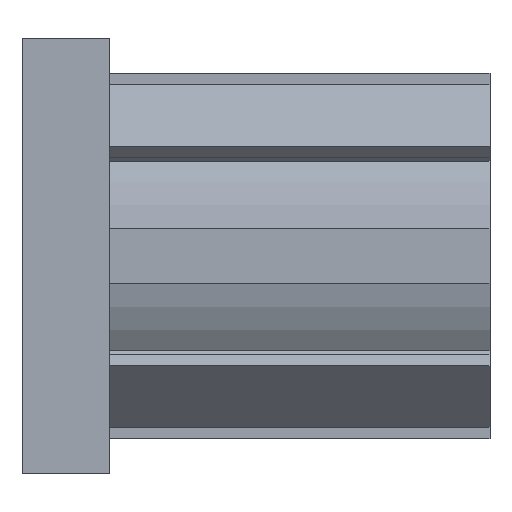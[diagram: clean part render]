
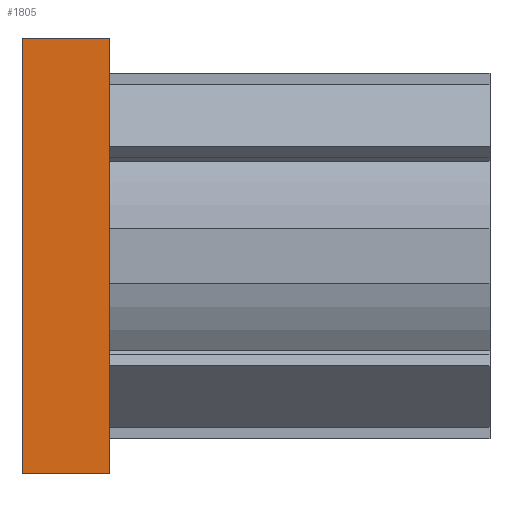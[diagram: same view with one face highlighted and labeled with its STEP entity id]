
A CAD part, left-side view. The second image highlights one B-rep face of the part: STEP entity #1805.
In plain terms, the highlighted planar face has unit normal (-1, 0, 0).
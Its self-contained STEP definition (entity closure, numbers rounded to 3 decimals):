
#36 = LINE ( 'NONE', #625, #1418 ) ;
#65 = VERTEX_POINT ( 'NONE', #421 ) ;
#97 = DIRECTION ( 'NONE',  ( 0., 0., -1. ) ) ;
#191 = CARTESIAN_POINT ( 'NONE',  ( -20., 8., 20. ) ) ;
#224 = DIRECTION ( 'NONE',  ( 0., 0., 1. ) ) ;
#237 = PLANE ( 'NONE',  #860 ) ;
#421 = CARTESIAN_POINT ( 'NONE',  ( -20., 8., 20. ) ) ;
#462 = VECTOR ( 'NONE', #1052, 1000. ) ;
#514 = LINE ( 'NONE', #191, #1293 ) ;
#599 = VERTEX_POINT ( 'NONE', #730 ) ;
#620 = VECTOR ( 'NONE', #876, 1000. ) ;
#625 = CARTESIAN_POINT ( 'NONE',  ( -20., 8., -20. ) ) ;
#691 = ORIENTED_EDGE ( 'NONE', *, *, #977, .F. ) ;
#730 = CARTESIAN_POINT ( 'NONE',  ( -20., 8., -20. ) ) ;
#782 = EDGE_CURVE ( 'NONE', #1879, #1775, #1455, .T. ) ;
#787 = ORIENTED_EDGE ( 'NONE', *, *, #1428, .F. ) ;
#796 = CARTESIAN_POINT ( 'NONE',  ( -20., 8., -20. ) ) ;
#828 = CARTESIAN_POINT ( 'NONE',  ( -20., 8., -20. ) ) ;
#860 = AXIS2_PLACEMENT_3D ( 'NONE', #828, #1419, #97 ) ;
#876 = DIRECTION ( 'NONE',  ( 0., 0., 1. ) ) ;
#925 = CARTESIAN_POINT ( 'NONE',  ( -20., 0., -20. ) ) ;
#961 = DIRECTION ( 'NONE',  ( 0., -1., 0. ) ) ;
#977 = EDGE_CURVE ( 'NONE', #65, #1775, #514, .T. ) ;
#979 = CARTESIAN_POINT ( 'NONE',  ( -20., 0., -20. ) ) ;
#1014 = CARTESIAN_POINT ( 'NONE',  ( -20., 0., 20. ) ) ;
#1052 = DIRECTION ( 'NONE',  ( 0., -1., 0. ) ) ;
#1150 = ORIENTED_EDGE ( 'NONE', *, *, #1336, .T. ) ;
#1293 = VECTOR ( 'NONE', #961, 1000. ) ;
#1317 = FACE_OUTER_BOUND ( 'NONE', #1656, .T. ) ;
#1336 = EDGE_CURVE ( 'NONE', #599, #1879, #1830, .T. ) ;
#1418 = VECTOR ( 'NONE', #224, 1000. ) ;
#1419 = DIRECTION ( 'NONE',  ( 1., 0., 0. ) ) ;
#1428 = EDGE_CURVE ( 'NONE', #599, #65, #36, .T. ) ;
#1455 = LINE ( 'NONE', #979, #620 ) ;
#1459 = ORIENTED_EDGE ( 'NONE', *, *, #782, .T. ) ;
#1656 = EDGE_LOOP ( 'NONE', ( #1459, #691, #787, #1150 ) ) ;
#1775 = VERTEX_POINT ( 'NONE', #1014 ) ;
#1805 = ADVANCED_FACE ( 'NONE', ( #1317 ), #237, .F. ) ;
#1830 = LINE ( 'NONE', #796, #462 ) ;
#1879 = VERTEX_POINT ( 'NONE', #925 ) ;
